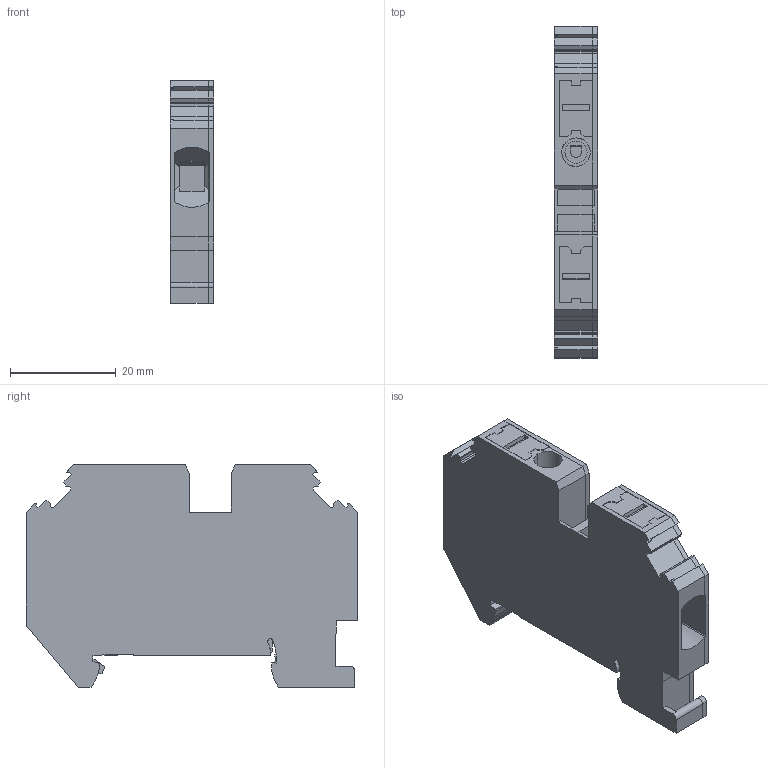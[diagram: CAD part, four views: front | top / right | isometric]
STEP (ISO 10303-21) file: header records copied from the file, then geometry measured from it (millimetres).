
FILE_DESCRIPTION(('CATIA V5 STEP Exchange','CAx-IF Rec.Pracs.--- Model Styling and Organization---1.5--- 2016-08-15','CAx-IF Rec.Pracs.---Supplemental Geometry---1.0---2011-11-01','CAx-IF Rec.Pracs.--- Composite Materials ---1.1---2010-07-15'),'2;1');
FILE_NAME ('2030136-1_1', '2024-10-28T13:40:49+00:00', ('none'), ('Weidmueller'), 'CATIA Version 5-6 Release 2022 SP4 HF5', 'CATIA V5 STEP AP214 v3', 'none');
FILE_SCHEMA(('AUTOMOTIVE_DESIGN { 1 0 10303 214 1 1 1 1 }'));
Length unit declared in the file: millimetre
Products named in the file (1): SL2C 6 PE
Bounding box: 8.15 x 62.8 x 42.2 mm (x, y, z)
Volume: 14909 mm3; surface area: 12867.8 mm2
Topology: 9 solids, 9 shells, 361 faces, 1025 edges, 687 vertices
Faces by surface type: plane 318, cylinder 28, extrusion 15
Entity records: 10985 total; most frequent: CARTESIAN_POINT 2267, ORIENTED_EDGE 2050, DIRECTION 1371, EDGE_CURVE 1025, VECTOR 946, LINE 931, VERTEX_POINT 687, EDGE_LOOP 366
